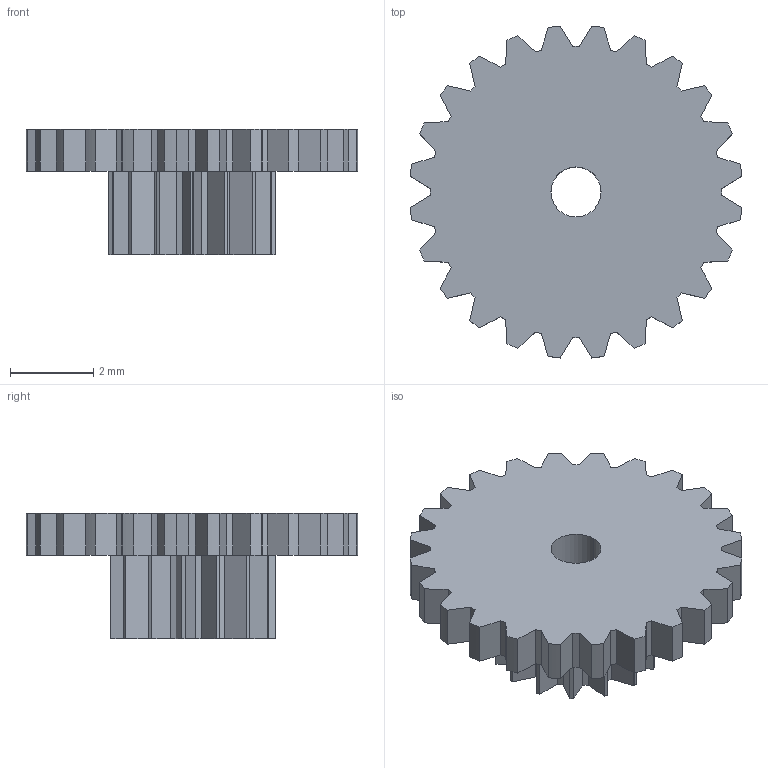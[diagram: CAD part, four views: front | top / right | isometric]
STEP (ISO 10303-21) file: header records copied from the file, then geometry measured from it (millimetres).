
FILE_DESCRIPTION(('produced by SPATIAL CORP'),'2;1');
FILE_NAME( 'gear_1.prt.hh.sat.stp', '2002-04-19T13:51:44+00:00',('SPATIAL CORP'),('SPATIAL CORP'), 'ACIS STEP Husk','http://www.spatial.com','SPATIAL CORP');
FILE_SCHEMA(('CONFIG_CONTROL_DESIGN'));
Length unit declared in the file: millimetre
Products named in the file (1): PRODUCT_ID_1
Bounding box: 7.96 x 7.96 x 3 mm (x, y, z)
Volume: 59.2 mm3; surface area: 179.3 mm2
Topology: 1 solids, 1 shells, 162 faces, 477 edges, 318 vertices
Faces by surface type: plane 120, cylinder 42
Entity records: 5439 total; most frequent: CARTESIAN_POINT 954, ORIENTED_EDGE 954, DIRECTION 879, EDGE_CURVE 477, VECTOR 393, LINE 393, VERTEX_POINT 318, AXIS2_PLACEMENT_3D 243
